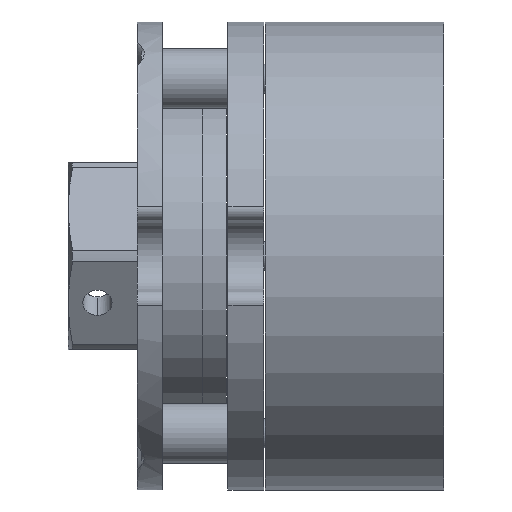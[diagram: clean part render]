
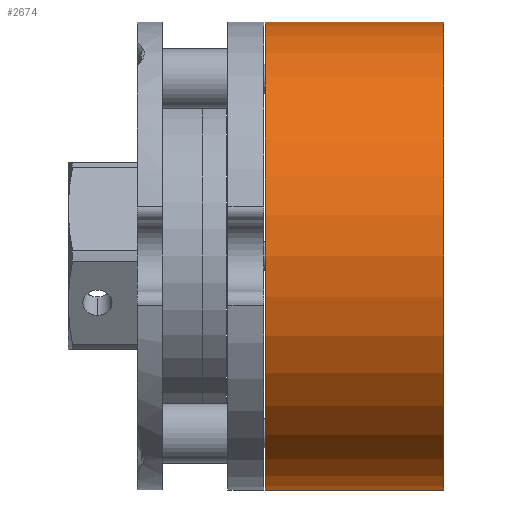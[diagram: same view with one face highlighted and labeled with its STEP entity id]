
A CAD part, left-side view. The second image highlights one B-rep face of the part: STEP entity #2674.
In plain terms, the highlighted cylindrical face has radius 20 mm (diameter 40 mm), a partial arc.
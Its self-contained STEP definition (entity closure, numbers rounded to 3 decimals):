
#372 = DIRECTION ( 'NONE',  ( 0., 0., -1. ) ) ;
#374 = ORIENTED_EDGE ( 'NONE', *, *, #7208, .F. ) ;
#450 = AXIS2_PLACEMENT_3D ( 'NONE', #5427, #6142, #372 ) ;
#688 = EDGE_LOOP ( 'NONE', ( #3521, #374, #1077, #1830 ) ) ;
#903 = CARTESIAN_POINT ( 'NONE',  ( -0.149, -71.882, -19.702 ) ) ;
#1077 = ORIENTED_EDGE ( 'NONE', *, *, #2677, .T. ) ;
#1161 = FACE_OUTER_BOUND ( 'NONE', #688, .T. ) ;
#1830 = ORIENTED_EDGE ( 'NONE', *, *, #7803, .T. ) ;
#2174 = VERTEX_POINT ( 'NONE', #2520 ) ;
#2520 = CARTESIAN_POINT ( 'NONE',  ( -0.149, -87.132, -19.702 ) ) ;
#2674 = ADVANCED_FACE ( 'NONE', ( #1161 ), #8727, .T. ) ;
#2677 = EDGE_CURVE ( 'NONE', #5766, #2174, #7703, .T. ) ;
#3124 = VECTOR ( 'NONE', #4320, 1000. ) ;
#3521 = ORIENTED_EDGE ( 'NONE', *, *, #7426, .F. ) ;
#3756 = CARTESIAN_POINT ( 'NONE',  ( -0.149, -71.882, 20.298 ) ) ;
#4077 = CIRCLE ( 'NONE', #8277, 20. ) ;
#4150 = VERTEX_POINT ( 'NONE', #4338 ) ;
#4169 = DIRECTION ( 'NONE',  ( 0., 1., 0. ) ) ;
#4320 = DIRECTION ( 'NONE',  ( 0., -1., 0. ) ) ;
#4338 = CARTESIAN_POINT ( 'NONE',  ( -0.149, -87.132, 20.298 ) ) ;
#4395 = VECTOR ( 'NONE', #5831, 1000. ) ;
#4572 = LINE ( 'NONE', #3756, #4395 ) ;
#4658 = CARTESIAN_POINT ( 'NONE',  ( -0.149, -71.882, 0.298 ) ) ;
#4736 = CIRCLE ( 'NONE', #8807, 20. ) ;
#4900 = DIRECTION ( 'NONE',  ( 0., 0., -1. ) ) ;
#5427 = CARTESIAN_POINT ( 'NONE',  ( -0.149, -71.882, 0.298 ) ) ;
#5766 = VERTEX_POINT ( 'NONE', #903 ) ;
#5831 = DIRECTION ( 'NONE',  ( 0., -1., 0. ) ) ;
#6142 = DIRECTION ( 'NONE',  ( 0., -1., 0. ) ) ;
#7039 = DIRECTION ( 'NONE',  ( 0., 0., -1. ) ) ;
#7073 = CARTESIAN_POINT ( 'NONE',  ( -0.149, -87.132, 0.298 ) ) ;
#7208 = EDGE_CURVE ( 'NONE', #5766, #8345, #4736, .T. ) ;
#7426 = EDGE_CURVE ( 'NONE', #8345, #4150, #4572, .T. ) ;
#7703 = LINE ( 'NONE', #7847, #3124 ) ;
#7803 = EDGE_CURVE ( 'NONE', #2174, #4150, #4077, .T. ) ;
#7847 = CARTESIAN_POINT ( 'NONE',  ( -0.149, -71.882, -19.702 ) ) ;
#8277 = AXIS2_PLACEMENT_3D ( 'NONE', #7073, #4169, #7039 ) ;
#8345 = VERTEX_POINT ( 'NONE', #8874 ) ;
#8727 = CYLINDRICAL_SURFACE ( 'NONE', #450, 20. ) ;
#8807 = AXIS2_PLACEMENT_3D ( 'NONE', #4658, #9210, #4900 ) ;
#8874 = CARTESIAN_POINT ( 'NONE',  ( -0.149, -71.882, 20.298 ) ) ;
#9210 = DIRECTION ( 'NONE',  ( 0., 1., 0. ) ) ;
